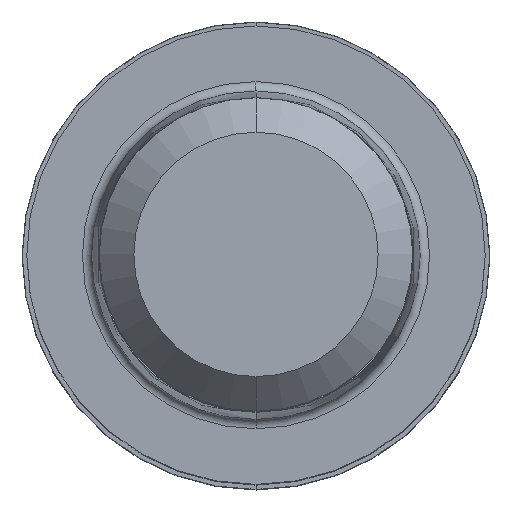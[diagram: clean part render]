
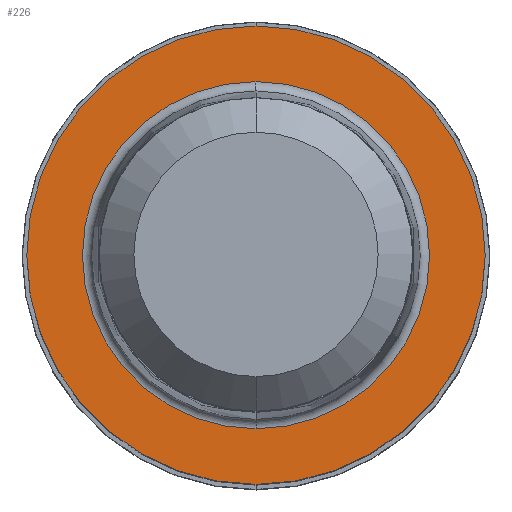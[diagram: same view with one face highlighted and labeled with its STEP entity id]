
A CAD part, top view. The second image highlights one B-rep face of the part: STEP entity #226.
In plain terms, the highlighted planar face has unit normal (0, 0, 1).
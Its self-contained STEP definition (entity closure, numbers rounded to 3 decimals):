
#196=VERTEX_POINT('',#493);
#210=VERTEX_POINT('',#508);
#226=ADVANCED_FACE('',(#526,#527),#528,.T.);
#230=VERTEX_POINT('',#532);
#234=EDGE_CURVE('',#210,#264,#536,.T.);
#236=EDGE_CURVE('',#264,#210,#538,.T.);
#264=VERTEX_POINT('',#572);
#382=EDGE_CURVE('',#230,#196,#705,.T.);
#428=EDGE_CURVE('',#196,#230,#753,.T.);
#493=CARTESIAN_POINT('',(0.0,3.71,0.01));
#508=CARTESIAN_POINT('',(0.0,4.9,0.01));
#526=FACE_OUTER_BOUND('',#862,.T.);
#527=FACE_BOUND('',#863,.T.);
#528=PLANE('',#864);
#532=CARTESIAN_POINT('',(0.,-3.71,0.01));
#536=CIRCLE('',#875,4.9);
#538=CIRCLE('',#878,4.9);
#572=CARTESIAN_POINT('',(0.,-4.9,0.01));
#705=CIRCLE('',#1085,3.71);
#753=CIRCLE('',#1150,3.71);
#862=EDGE_LOOP('',(#1273,#1274));
#863=EDGE_LOOP('',(#1275,#1276));
#864=AXIS2_PLACEMENT_3D('',#1277,#1278,#1279);
#875=AXIS2_PLACEMENT_3D('',#1286,#1287,#1288);
#878=AXIS2_PLACEMENT_3D('',#1289,#1290,#1291);
#1085=AXIS2_PLACEMENT_3D('',#1502,#1503,#1504);
#1150=AXIS2_PLACEMENT_3D('',#1549,#1550,#1551);
#1273=ORIENTED_EDGE('',*,*,#234,.F.);
#1274=ORIENTED_EDGE('',*,*,#236,.F.);
#1275=ORIENTED_EDGE('',*,*,#428,.T.);
#1276=ORIENTED_EDGE('',*,*,#382,.T.);
#1277=CARTESIAN_POINT('',(0.0,2.45,0.01));
#1278=DIRECTION('',(-0.0,0.0,1.0));
#1279=DIRECTION('',(0.0,-1.0,0.0));
#1286=CARTESIAN_POINT('',(0.0,0.0,0.01));
#1287=DIRECTION('',(0.0,0.0,-1.0));
#1288=DIRECTION('',(0.0,1.0,0.0));
#1289=CARTESIAN_POINT('',(0.0,0.0,0.01));
#1290=DIRECTION('',(0.0,0.0,-1.0));
#1291=DIRECTION('',(0.0,1.0,0.0));
#1502=CARTESIAN_POINT('',(0.0,0.0,0.01));
#1503=DIRECTION('',(0.0,0.0,-1.0));
#1504=DIRECTION('',(0.0,1.0,0.0));
#1549=CARTESIAN_POINT('',(0.0,0.0,0.01));
#1550=DIRECTION('',(0.0,0.0,-1.0));
#1551=DIRECTION('',(0.0,1.0,0.0));
